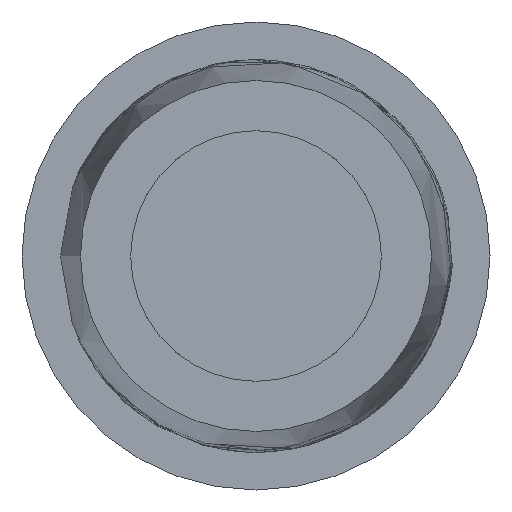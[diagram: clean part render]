
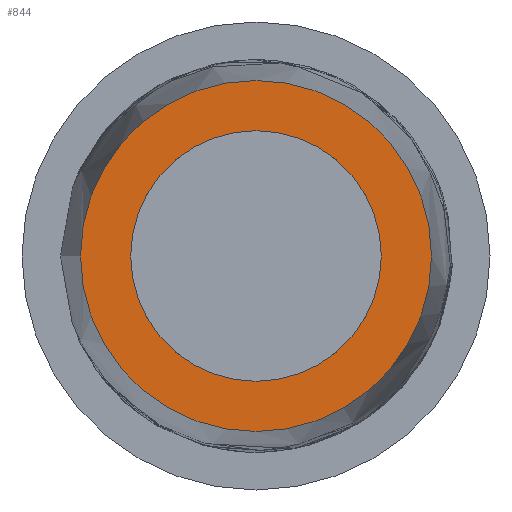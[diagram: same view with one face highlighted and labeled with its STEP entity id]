
A CAD part, front view. The second image highlights one B-rep face of the part: STEP entity #844.
In plain terms, the highlighted planar face has unit normal (0, -1, 0).
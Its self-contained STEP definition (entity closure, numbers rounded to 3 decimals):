
#17=FACE_BOUND('',#167,.T.);
#63=CIRCLE('',#936,7.5);
#73=CIRCLE('',#947,10.5);
#124=FACE_OUTER_BOUND('',#166,.T.);
#166=EDGE_LOOP('',(#712));
#167=EDGE_LOOP('',(#713));
#401=VERTEX_POINT('',#1427);
#402=VERTEX_POINT('',#1440);
#513=EDGE_CURVE('',#401,#401,#63,.T.);
#524=EDGE_CURVE('',#402,#402,#73,.T.);
#712=ORIENTED_EDGE('',*,*,#524,.F.);
#713=ORIENTED_EDGE('',*,*,#513,.T.);
#804=PLANE('',#946);
#844=ADVANCED_FACE('',(#124,#17),#804,.F.);
#936=AXIS2_PLACEMENT_3D('',#1428,#1173,#1174);
#946=AXIS2_PLACEMENT_3D('',#1439,#1194,#1195);
#947=AXIS2_PLACEMENT_3D('',#1441,#1196,#1197);
#1173=DIRECTION('center_axis',(0.,1.,0.));
#1174=DIRECTION('ref_axis',(1.,0.,0.));
#1194=DIRECTION('center_axis',(0.,1.,0.));
#1195=DIRECTION('ref_axis',(0.,0.,1.));
#1196=DIRECTION('center_axis',(0.,1.,0.));
#1197=DIRECTION('ref_axis',(1.,0.,0.));
#1427=CARTESIAN_POINT('',(-7.5,-20.,0.));
#1428=CARTESIAN_POINT('Origin',(0.,-20.,0.));
#1439=CARTESIAN_POINT('Origin',(0.,-20.,0.));
#1440=CARTESIAN_POINT('',(-10.5,-20.,0.));
#1441=CARTESIAN_POINT('Origin',(0.,-20.,0.));
